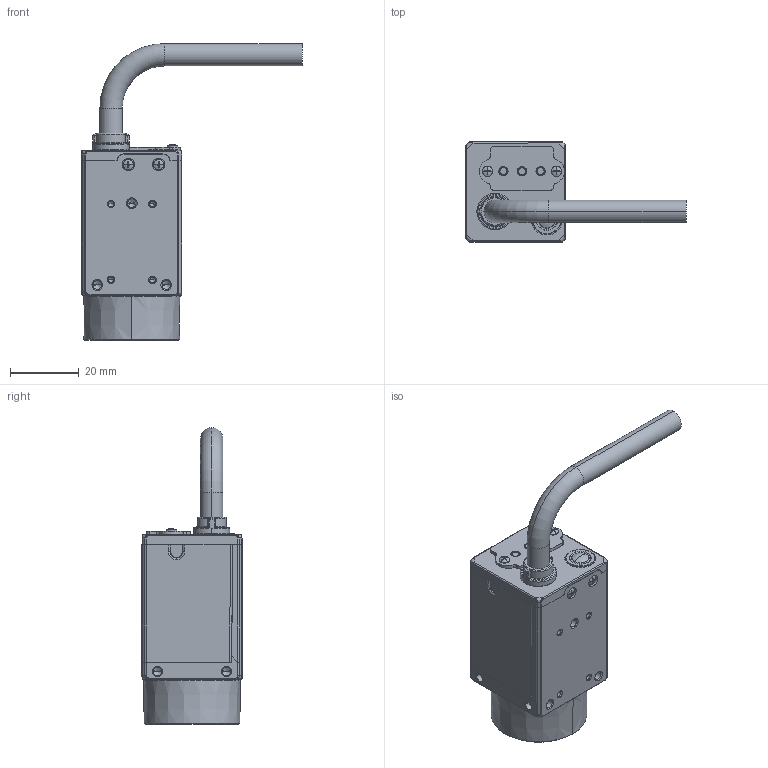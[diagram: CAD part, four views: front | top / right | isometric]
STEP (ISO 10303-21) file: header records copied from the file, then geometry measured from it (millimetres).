
FILE_DESCRIPTION((''),'2;1');
FILE_NAME('00_ID2000-C_ASM','2021-08-14T14:01:04',('sunli10'),(''),'CREO PARAMETRIC BY PTC INC, 2017260','CREO PARAMETRIC BY PTC INC, 2017260','');
FILE_SCHEMA(('CONFIG_CONTROL_DESIGN'));
Length unit declared in the file: millimetre
Products named in the file (1): 00_ID2000-C_ASM
Bounding box: 63.97 x 29 x 86.08 mm (x, y, z)
Volume: 39788.8 mm3; surface area: 17654.4 mm2
Topology: 1 solids, 15 shells, 893 faces, 2172 edges, 1298 vertices
Faces by surface type: plane 383, cylinder 248, cone 110, bspline 71, torus 62, sphere 19
Entity records: 30595 total; most frequent: CARTESIAN_POINT 10283, ORIENTED_EDGE 4284, DIRECTION 4135, EDGE_CURVE 2142, AXIS2_PLACEMENT_3D 1515, VERTEX_POINT 1298, VECTOR 1105, LINE 1105
